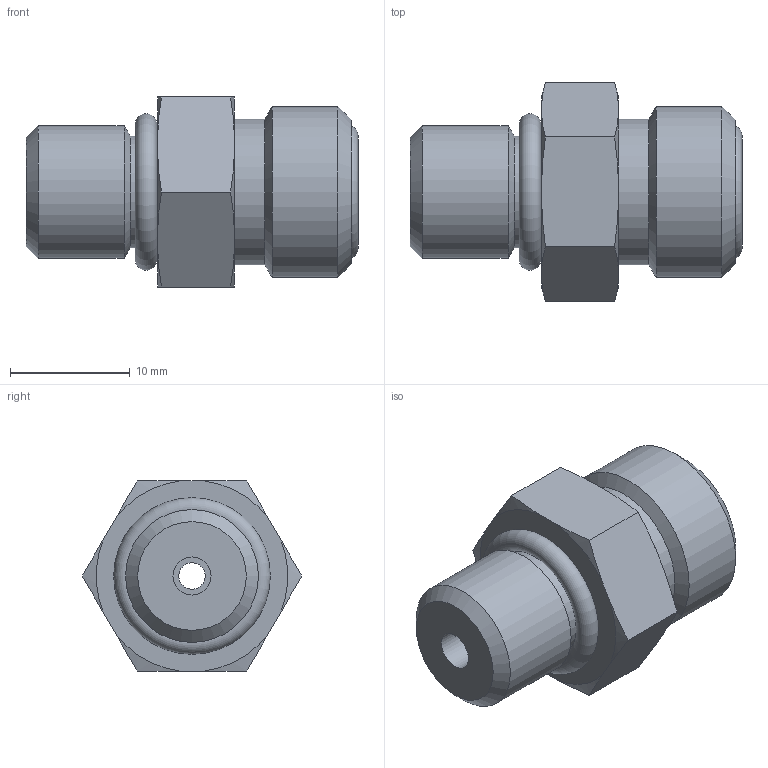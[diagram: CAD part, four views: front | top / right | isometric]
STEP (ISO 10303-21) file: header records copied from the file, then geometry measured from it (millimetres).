
FILE_DESCRIPTION((''),'2;1');
FILE_NAME('1104J.stp','2014-12-29T14:32:36',('jml'),(''),'Autodesk Inventor 2010','Autodesk Inventor 2010','');
FILE_SCHEMA(('AUTOMOTIVE_DESIGN { 1 0 10303 214 1 1 1 1 }'));
Length unit declared in the file: inch
Products named in the file (5): 1104J; 1104K; 1104K-RET; 011 O-RING; 904 O-RING
Assembly tree (4 placements, depth 2):
  1104J
    1104K
    1104K-RET
    011 O-RING
    904 O-RING
Bounding box: 27.73 x 18.33 x 15.88 mm (x, y, z)
Volume: 3487.7 mm3; surface area: 2745.8 mm2
Topology: 4 solids, 4 shells, 146 faces, 357 edges, 235 vertices
Faces by surface type: plane 100, cylinder 27, cone 17, torus 2
Full cylindrical faces by diameter (mm): 0.522 x1, 2.21 x1, 3.175 x1, 3.886 x1, 5.156 x1, 6.35 x1, 7.925 x1, 7.95 x1, 9.296 x1, 10.922 x1, 11.1 x1, 12.141 x1, 14.275 x1
Entity records: 4382 total; most frequent: CARTESIAN_POINT 777, DIRECTION 698, ORIENTED_EDGE 678, EDGE_CURVE 339, VECTOR 242, LINE 242, VERTEX_POINT 235, AXIS2_PLACEMENT_3D 228
